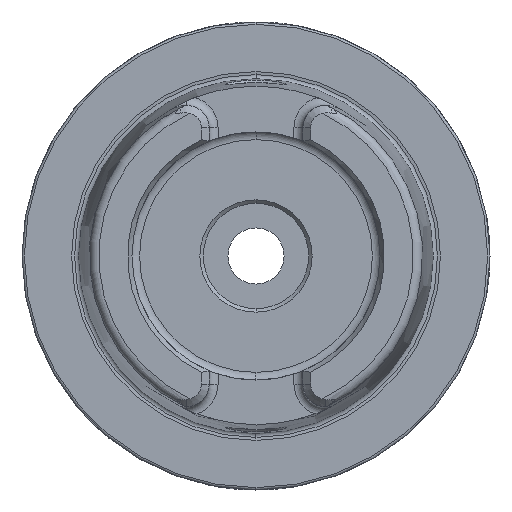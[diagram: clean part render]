
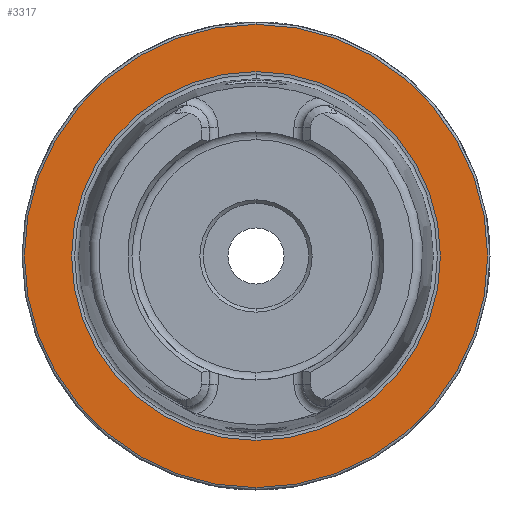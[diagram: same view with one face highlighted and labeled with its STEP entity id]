
A CAD part, left-side view. The second image highlights one B-rep face of the part: STEP entity #3317.
In plain terms, the highlighted planar face has unit normal (-1, 0, 0).
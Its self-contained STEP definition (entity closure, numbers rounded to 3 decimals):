
#85 = VERTEX_POINT ( 'NONE', #8415 ) ;
#86 = VERTEX_POINT ( 'NONE', #8416 ) ;
#88 = VERTEX_POINT ( 'NONE', #8418 ) ;
#93 = VERTEX_POINT ( 'NONE', #8423 ) ;
#940 = ORIENTED_EDGE ( 'NONE', *, *, #3443, .F. ) ;
#941 = ORIENTED_EDGE ( 'NONE', *, *, #8586, .F. ) ;
#942 = ORIENTED_EDGE ( 'NONE', *, *, #8590, .T. ) ;
#943 = ORIENTED_EDGE ( 'NONE', *, *, #3442, .T. ) ;
#1141 = CARTESIAN_POINT ( 'NONE',  ( 0., 0., 0. ) ) ;
#1142 = DIRECTION ( 'NONE',  ( -1., 0., 0. ) ) ;
#1143 = DIRECTION ( 'NONE',  ( 0., 0., 1. ) ) ;
#1152 = CARTESIAN_POINT ( 'NONE',  ( 0., 0., 0. ) ) ;
#1153 = DIRECTION ( 'NONE',  ( -1., 0., 0. ) ) ;
#1154 = DIRECTION ( 'NONE',  ( 0., 0., 1. ) ) ;
#1604 = EDGE_LOOP ( 'NONE', ( #942, #943 ) ) ;
#1617 = EDGE_LOOP ( 'NONE', ( #940, #941 ) ) ;
#3317 = ADVANCED_FACE ( 'NONE', ( #6785, #6792 ), #6793, .F. ) ;
#3442 = EDGE_CURVE ( 'NONE', #85, #86, #8179, .T. ) ;
#3443 = EDGE_CURVE ( 'NONE', #88, #93, #8177, .T. ) ;
#3951 = AXIS2_PLACEMENT_3D ( 'NONE', #6790, #6788, #6795 ) ;
#5814 = CIRCLE ( 'NONE', #5828, 39.405 ) ;
#5828 = AXIS2_PLACEMENT_3D ( 'NONE', #1141, #1142, #1143 ) ;
#5835 = CIRCLE ( 'NONE', #5839, 49.5 ) ;
#5839 = AXIS2_PLACEMENT_3D ( 'NONE', #1152, #1153, #1154 ) ;
#6444 = CARTESIAN_POINT ( 'NONE',  ( 0., 0., 0. ) ) ;
#6445 = DIRECTION ( 'NONE',  ( -1., 0., 0. ) ) ;
#6446 = DIRECTION ( 'NONE',  ( 0., 0., 1. ) ) ;
#6447 = CARTESIAN_POINT ( 'NONE',  ( 0., 0., 0. ) ) ;
#6448 = DIRECTION ( 'NONE',  ( -1., 0., 0. ) ) ;
#6449 = DIRECTION ( 'NONE',  ( 0., 0., 1. ) ) ;
#6785 = FACE_BOUND ( 'NONE', #1617, .T. ) ;
#6788 = DIRECTION ( 'NONE',  ( 1., 0., 0. ) ) ;
#6790 = CARTESIAN_POINT ( 'NONE',  ( 0., 49.5, 0. ) ) ;
#6792 = FACE_OUTER_BOUND ( 'NONE', #1604, .T. ) ;
#6793 = PLANE ( 'NONE',  #3951 ) ;
#6795 = DIRECTION ( 'NONE',  ( 0., 0., -1. ) ) ;
#8177 = CIRCLE ( 'NONE', #8184, 39.405 ) ;
#8179 = CIRCLE ( 'NONE', #8182, 49.5 ) ;
#8182 = AXIS2_PLACEMENT_3D ( 'NONE', #6444, #6445, #6446 ) ;
#8184 = AXIS2_PLACEMENT_3D ( 'NONE', #6447, #6448, #6449 ) ;
#8415 = CARTESIAN_POINT ( 'NONE',  ( 0., 0., -49.5 ) ) ;
#8416 = CARTESIAN_POINT ( 'NONE',  ( 0., 0., 49.5 ) ) ;
#8418 = CARTESIAN_POINT ( 'NONE',  ( 0., 0., 39.405 ) ) ;
#8423 = CARTESIAN_POINT ( 'NONE',  ( 0., 0., -39.405 ) ) ;
#8586 = EDGE_CURVE ( 'NONE', #93, #88, #5814, .T. ) ;
#8590 = EDGE_CURVE ( 'NONE', #86, #85, #5835, .T. ) ;
